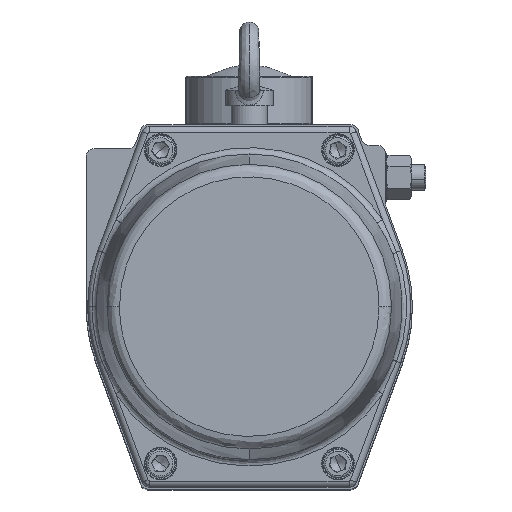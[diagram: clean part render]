
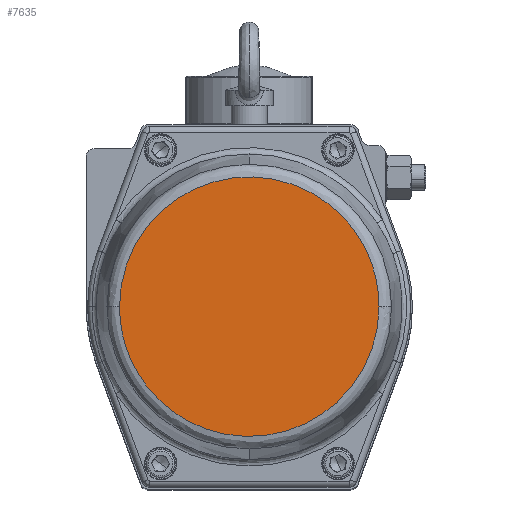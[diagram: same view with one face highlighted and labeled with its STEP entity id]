
A CAD part, top view. The second image highlights one B-rep face of the part: STEP entity #7635.
In plain terms, the highlighted planar face has unit normal (0, 0, 1).
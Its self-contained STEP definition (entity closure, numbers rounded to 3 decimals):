
#92 = CARTESIAN_POINT ( 'NONE',  ( 81.945, 0., 264. ) ) ;
#2396 = PLANE ( 'NONE',  #76174 ) ;
#5900 =( BOUNDED_CURVE ( )  B_SPLINE_CURVE ( 3, ( #109366, #13401, #66483, #76060 ),
 .UNSPECIFIED., .F., .F. ) 
 B_SPLINE_CURVE_WITH_KNOTS ( ( 4, 4 ),
 ( 0., 1. ),
 .UNSPECIFIED. ) 
 CURVE ( )  GEOMETRIC_REPRESENTATION_ITEM ( )  RATIONAL_B_SPLINE_CURVE ( ( 1., 0.333, 0.333, 1. ) ) 
 REPRESENTATION_ITEM ( '' )  );
#7635 = ADVANCED_FACE ( 'NONE', ( #72993 ), #2396, .F. ) ;
#10867 = DIRECTION ( 'NONE',  ( -1., 0., 0. ) ) ;
#13401 = CARTESIAN_POINT ( 'NONE',  ( 81.945, -163.889, 264. ) ) ;
#17078 = EDGE_CURVE ( 'NONE', #18613, #67465, #5900, .T. ) ;
#18613 = VERTEX_POINT ( 'NONE', #92 ) ;
#28186 = EDGE_LOOP ( 'NONE', ( #62219, #29062 ) ) ;
#28224 = CARTESIAN_POINT ( 'NONE',  ( 81.945, 163.889, 264. ) ) ;
#29062 = ORIENTED_EDGE ( 'NONE', *, *, #35671, .F. ) ;
#29366 = CARTESIAN_POINT ( 'NONE',  ( -81.945, 163.889, 264. ) ) ;
#30056 = DIRECTION ( 'NONE',  ( 0., 0., -1. ) ) ;
#35671 = EDGE_CURVE ( 'NONE', #67465, #18613, #56489, .T. ) ;
#45524 = CARTESIAN_POINT ( 'NONE',  ( -81.945, 0., 264. ) ) ;
#55891 = CARTESIAN_POINT ( 'NONE',  ( 0., 0., 264. ) ) ;
#56489 =( BOUNDED_CURVE ( )  B_SPLINE_CURVE ( 3, ( #72813, #29366, #28224, #82361 ),
 .UNSPECIFIED., .F., .F. ) 
 B_SPLINE_CURVE_WITH_KNOTS ( ( 4, 4 ),
 ( 0., 1. ),
 .UNSPECIFIED. ) 
 CURVE ( )  GEOMETRIC_REPRESENTATION_ITEM ( )  RATIONAL_B_SPLINE_CURVE ( ( 1., 0.333, 0.333, 1. ) ) 
 REPRESENTATION_ITEM ( '' )  );
#62219 = ORIENTED_EDGE ( 'NONE', *, *, #17078, .F. ) ;
#66483 = CARTESIAN_POINT ( 'NONE',  ( -81.945, -163.889, 264. ) ) ;
#67465 = VERTEX_POINT ( 'NONE', #45524 ) ;
#72813 = CARTESIAN_POINT ( 'NONE',  ( -81.945, 0., 264. ) ) ;
#72993 = FACE_OUTER_BOUND ( 'NONE', #28186, .T. ) ;
#76060 = CARTESIAN_POINT ( 'NONE',  ( -81.945, 0., 264. ) ) ;
#76174 = AXIS2_PLACEMENT_3D ( 'NONE', #55891, #30056, #10867 ) ;
#82361 = CARTESIAN_POINT ( 'NONE',  ( 81.945, 0., 264. ) ) ;
#109366 = CARTESIAN_POINT ( 'NONE',  ( 81.945, 0., 264. ) ) ;
